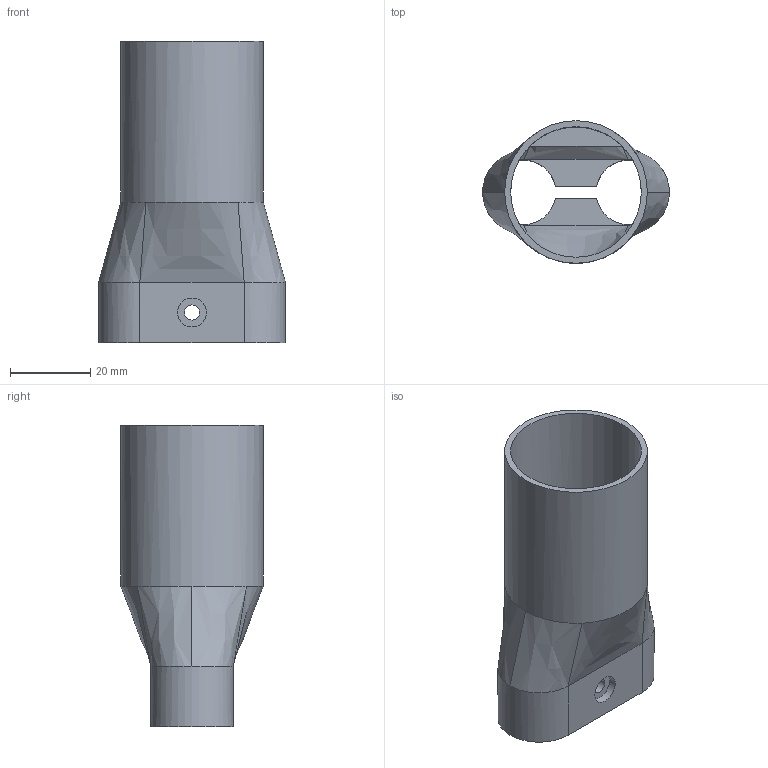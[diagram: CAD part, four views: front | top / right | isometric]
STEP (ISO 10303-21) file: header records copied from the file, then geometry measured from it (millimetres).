
FILE_DESCRIPTION(/* description */ ('Cycl_tuboAspirador'),/* implementation_level */ '2;1');
FILE_NAME(/* name */ 'G004165_Cycl_tuboAspirador.stp',/* time_stamp */ '2015-09-04T18:34:36+02:00',/* author */ ('jnazabal'),/* organization */ (''),/* preprocessor_version */ 'ST-DEVELOPER v15.6',/* originating_system */ 'Autodesk Inventor 2015',/* authorisation */ '');
FILE_SCHEMA (('AUTOMOTIVE_DESIGN { 1 0 10303 214 3 1 1 }'));
Length unit declared in the file: millimetre
Products named in the file (1): G004165_Cycl_tuboAspirador
Bounding box: 46.5 x 35.5 x 75 mm (x, y, z)
Volume: 16297.4 mm3; surface area: 17457.3 mm2
Topology: 1 solids, 2 shells, 38 faces, 102 edges, 70 vertices
Faces by surface type: plane 16, bspline 13, cylinder 9
Full cylindrical faces by diameter (mm): 3.75 x2, 7.2 x1, 32.5 x1, 35.5 x1
Entity records: 1612 total; most frequent: CARTESIAN_POINT 658, ORIENTED_EDGE 192, DIRECTION 182, EDGE_CURVE 95, VERTEX_POINT 68, AXIS2_PLACEMENT_3D 68, EDGE_LOOP 52, LINE 46
